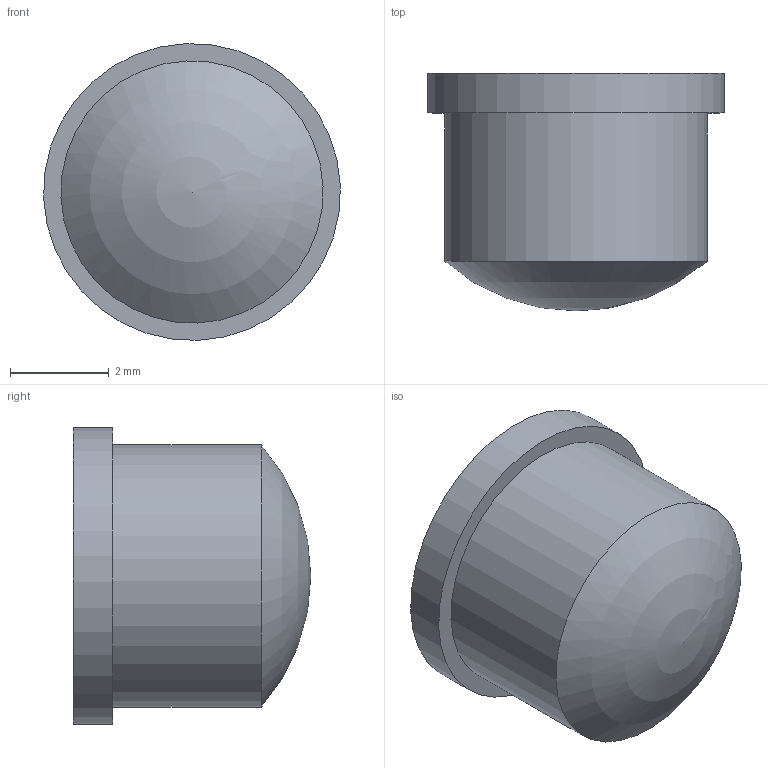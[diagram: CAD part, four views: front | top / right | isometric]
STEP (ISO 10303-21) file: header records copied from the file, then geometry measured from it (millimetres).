
FILE_DESCRIPTION(('HOOPS Exchange Step'),'2;1');
FILE_NAME('temp_export','2022-12-08T09:54:54+01:00',('mobile'),('Shapr3D Limited'),'HOOPS Exchange 2022.1','Shapr3D','Authorized');
FILE_SCHEMA( ('AUTOMOTIVE_DESIGN { 1 0 10303 214 1 1 1 1 }') );
Length unit declared in the file: millimetre
Products named in the file (3): EX-RV1K-04 BOTON 1; 0. ROVER-1K_v3_RCA.stp; root
Assembly tree (2 placements, depth 3):
  root
    0. ROVER-1K_v3_RCA.stp
      EX-RV1K-04 BOTON 1
Bounding box: 5.99 x 4.8 x 5.99 mm (x, y, z)
Volume: 100.4 mm3; surface area: 124.7 mm2
Topology: 1 solids, 1 shells, 5 faces, 8 edges, 5 vertices
Faces by surface type: cylinder 2, plane 2, sphere 1
Full cylindrical faces by diameter (mm): 5.3 x1, 6 x1
Entity records: 176 total; most frequent: DIRECTION 28, CARTESIAN_POINT 20, ORIENTED_EDGE 14, AXIS2_PLACEMENT_3D 13, EDGE_CURVE 7, EDGE_LOOP 6, FACE_BOUND 6, PRODUCT_DEFINITION_SHAPE 5
